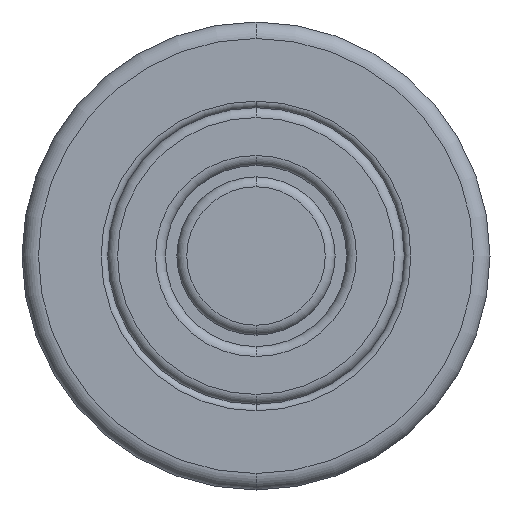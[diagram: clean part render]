
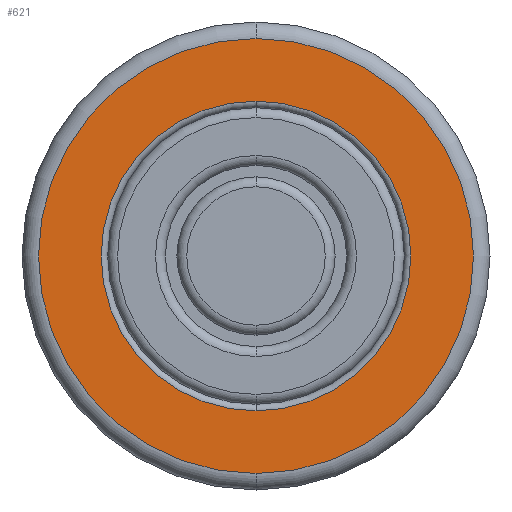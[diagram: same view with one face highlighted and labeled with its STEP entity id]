
A CAD part, front view. The second image highlights one B-rep face of the part: STEP entity #621.
In plain terms, the highlighted planar face has unit normal (0, -1, 0).
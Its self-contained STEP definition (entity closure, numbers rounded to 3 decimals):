
#41 = VERTEX_POINT ( 'NONE', #616 ) ;
#43 = CARTESIAN_POINT ( 'NONE',  ( 0., 0.5, 0. ) ) ;
#49 = CARTESIAN_POINT ( 'NONE',  ( 0., 0.5, 0. ) ) ;
#61 = DIRECTION ( 'NONE',  ( 0., -1., 0. ) ) ;
#110 = VERTEX_POINT ( 'NONE', #869 ) ;
#114 = EDGE_LOOP ( 'NONE', ( #333, #163 ) ) ;
#118 = DIRECTION ( 'NONE',  ( 0., 0., 1. ) ) ;
#151 = CARTESIAN_POINT ( 'NONE',  ( 0., 0.5, 0. ) ) ;
#163 = ORIENTED_EDGE ( 'NONE', *, *, #992, .F. ) ;
#270 = AXIS2_PLACEMENT_3D ( 'NONE', #43, #562, #544 ) ;
#271 = AXIS2_PLACEMENT_3D ( 'NONE', #49, #867, #464 ) ;
#333 = ORIENTED_EDGE ( 'NONE', *, *, #734, .F. ) ;
#355 = CARTESIAN_POINT ( 'NONE',  ( -6.6, 0.5, 0. ) ) ;
#401 = PLANE ( 'NONE',  #868 ) ;
#425 = DIRECTION ( 'NONE',  ( 0., 1., 0. ) ) ;
#464 = DIRECTION ( 'NONE',  ( 0., 0., -1. ) ) ;
#489 = VERTEX_POINT ( 'NONE', #841 ) ;
#500 = VERTEX_POINT ( 'NONE', #993 ) ;
#505 = CARTESIAN_POINT ( 'NONE',  ( 0., 0.5, 0. ) ) ;
#544 = DIRECTION ( 'NONE',  ( 0., 0., -1. ) ) ;
#562 = DIRECTION ( 'NONE',  ( 0., -1., 0. ) ) ;
#590 = DIRECTION ( 'NONE',  ( 0., -1., 0. ) ) ;
#595 = ORIENTED_EDGE ( 'NONE', *, *, #934, .T. ) ;
#606 = ORIENTED_EDGE ( 'NONE', *, *, #636, .T. ) ;
#616 = CARTESIAN_POINT ( 'NONE',  ( 0., 0.5, 4.7 ) ) ;
#621 = ADVANCED_FACE ( 'NONE', ( #670, #857 ), #401, .F. ) ;
#636 = EDGE_CURVE ( 'NONE', #110, #500, #808, .T. ) ;
#647 = AXIS2_PLACEMENT_3D ( 'NONE', #505, #590, #921 ) ;
#670 = FACE_BOUND ( 'NONE', #114, .T. ) ;
#699 = CIRCLE ( 'NONE', #270, 4.7 ) ;
#734 = EDGE_CURVE ( 'NONE', #489, #41, #820, .T. ) ;
#808 = CIRCLE ( 'NONE', #271, 6.6 ) ;
#820 = CIRCLE ( 'NONE', #837, 4.7 ) ;
#837 = AXIS2_PLACEMENT_3D ( 'NONE', #151, #61, #891 ) ;
#841 = CARTESIAN_POINT ( 'NONE',  ( 0., 0.5, -4.7 ) ) ;
#856 = CIRCLE ( 'NONE', #647, 6.6 ) ;
#857 = FACE_OUTER_BOUND ( 'NONE', #926, .T. ) ;
#867 = DIRECTION ( 'NONE',  ( 0., -1., 0. ) ) ;
#868 = AXIS2_PLACEMENT_3D ( 'NONE', #355, #425, #118 ) ;
#869 = CARTESIAN_POINT ( 'NONE',  ( 0., 0.5, 6.6 ) ) ;
#891 = DIRECTION ( 'NONE',  ( 0., 0., -1. ) ) ;
#921 = DIRECTION ( 'NONE',  ( 0., 0., -1. ) ) ;
#926 = EDGE_LOOP ( 'NONE', ( #595, #606 ) ) ;
#934 = EDGE_CURVE ( 'NONE', #500, #110, #856, .T. ) ;
#992 = EDGE_CURVE ( 'NONE', #41, #489, #699, .T. ) ;
#993 = CARTESIAN_POINT ( 'NONE',  ( 0., 0.5, -6.6 ) ) ;
